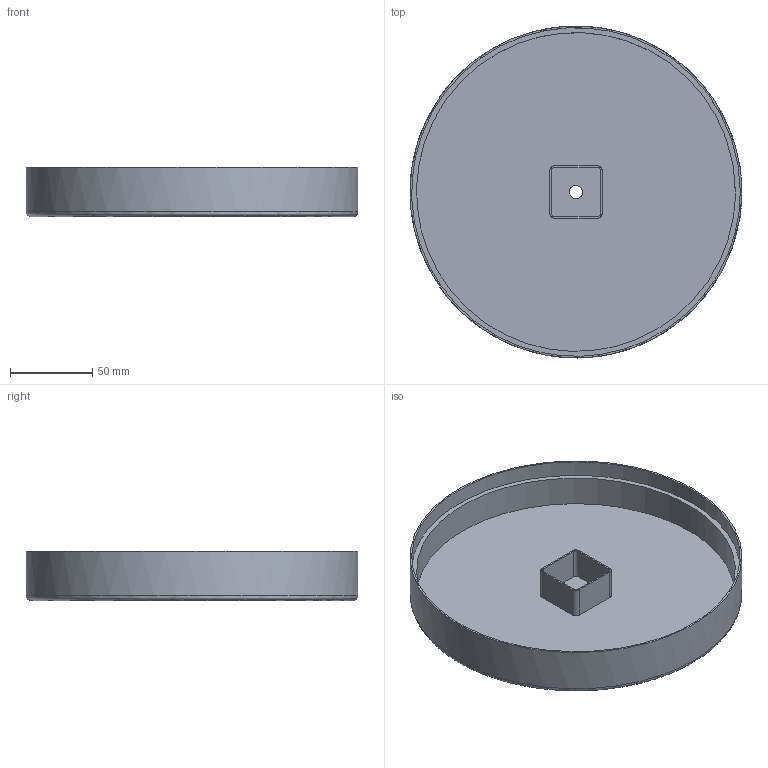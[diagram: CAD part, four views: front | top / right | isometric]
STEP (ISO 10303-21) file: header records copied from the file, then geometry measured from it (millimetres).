
FILE_DESCRIPTION(/* description */ (''),/* implementation_level */ '2;1');
FILE_NAME(/* name */ 'lili-tech',/* time_stamp */ '2020-05-15T00:34:43+02:00',/* author */ (''),/* organization */ (''),/* preprocessor_version */ 'ST-DEVELOPER v16.5',/* originating_system */ '',/* authorisation */ '');
FILE_SCHEMA (('AUTOMOTIVE_DESIGN'));
Length unit declared in the file: millimetre
Products named in the file (1): Document
Bounding box: 201.95 x 201.99 x 30 mm (x, y, z)
Volume: 86752.8 mm3; surface area: 104827.3 mm2
Topology: 1 solids, 1 shells, 27 faces, 62 edges, 41 vertices
Faces by surface type: bspline 27
Entity records: 1573 total; most frequent: CARTESIAN_POINT 818, ORIENTED_EDGE 124, PCURVE 124, DEFINITIONAL_REPRESENTATION 124, B_SPLINE_CURVE_WITH_KNOTS 85, SURFACE_CURVE 62, EDGE_CURVE 62, VERTEX_POINT 41
